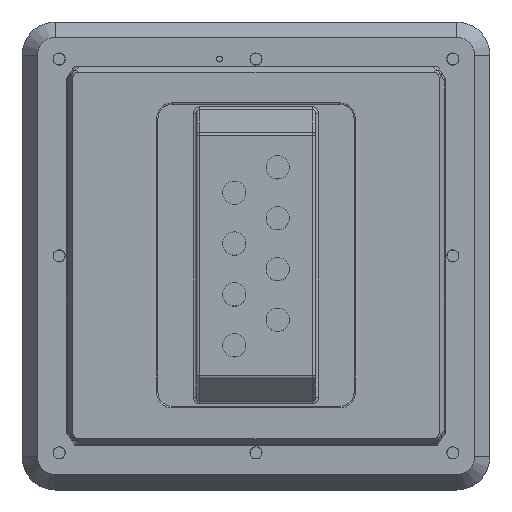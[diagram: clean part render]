
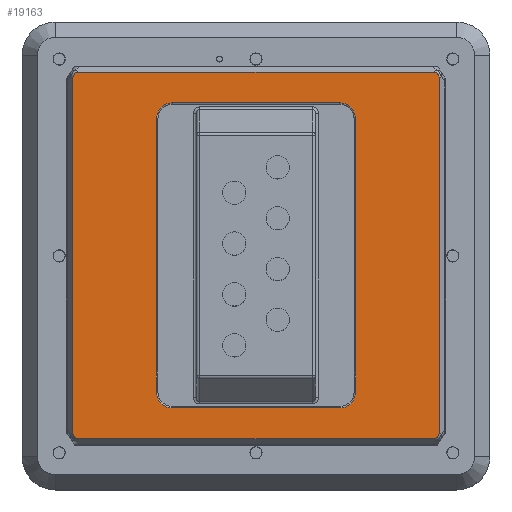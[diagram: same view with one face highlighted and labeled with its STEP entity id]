
A CAD part, top view. The second image highlights one B-rep face of the part: STEP entity #19163.
In plain terms, the highlighted planar face has unit normal (0, 0, 1).
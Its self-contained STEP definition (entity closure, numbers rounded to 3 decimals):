
#1375=FACE_BOUND('',#3811,.T.);
#2008=ELLIPSE('',#20706,6.673,5.);
#2011=ELLIPSE('',#20719,6.673,5.);
#2012=ELLIPSE('',#20726,6.673,5.);
#2014=ELLIPSE('',#20738,6.673,5.);
#2125=PLANE('',#20739);
#2655=FACE_OUTER_BOUND('',#3810,.T.);
#3810=EDGE_LOOP('',(#13788,#13789,#13790,#13791,#13792,#13793,#13794,#13795));
#3811=EDGE_LOOP('',(#13796,#13797,#13798,#13799,#13800,#13801,#13802,#13803));
#5081=LINE('',#28053,#6618);
#5085=LINE('',#28068,#6622);
#5095=LINE('',#28099,#6632);
#5098=LINE('',#28112,#6635);
#5103=LINE('',#28133,#6640);
#5104=LINE('',#28137,#6641);
#5105=LINE('',#28141,#6642);
#5106=LINE('',#28145,#6643);
#6618=VECTOR('',#22852,1.);
#6622=VECTOR('',#22872,1.);
#6632=VECTOR('',#22908,1.);
#6635=VECTOR('',#22925,1.);
#6640=VECTOR('',#22954,1.);
#6641=VECTOR('',#22957,1.);
#6642=VECTOR('',#22960,1.);
#6643=VECTOR('',#22963,1.);
#8097=CIRCLE('',#20740,11.);
#8098=CIRCLE('',#20741,11.);
#8099=CIRCLE('',#20742,11.);
#8100=CIRCLE('',#20743,11.);
#8965=VERTEX_POINT('',#28050);
#8966=VERTEX_POINT('',#28052);
#8967=VERTEX_POINT('',#28061);
#8969=VERTEX_POINT('',#28066);
#8975=VERTEX_POINT('',#28091);
#8977=VERTEX_POINT('',#28097);
#8978=VERTEX_POINT('',#28105);
#8980=VERTEX_POINT('',#28110);
#8983=VERTEX_POINT('',#28131);
#8984=VERTEX_POINT('',#28132);
#8985=VERTEX_POINT('',#28134);
#8986=VERTEX_POINT('',#28136);
#8987=VERTEX_POINT('',#28138);
#8988=VERTEX_POINT('',#28140);
#8989=VERTEX_POINT('',#28142);
#8990=VERTEX_POINT('',#28144);
#10757=EDGE_CURVE('',#8966,#8965,#5081,.T.);
#10763=EDGE_CURVE('',#8965,#8967,#2008,.T.);
#10765=EDGE_CURVE('',#8967,#8969,#5085,.T.);
#10778=EDGE_CURVE('',#8969,#8975,#2011,.T.);
#10781=EDGE_CURVE('',#8975,#8977,#5095,.T.);
#10785=EDGE_CURVE('',#8977,#8978,#2012,.T.);
#10787=EDGE_CURVE('',#8978,#8980,#5098,.T.);
#10796=EDGE_CURVE('',#8980,#8966,#2014,.T.);
#10797=EDGE_CURVE('',#8983,#8984,#5103,.T.);
#10798=EDGE_CURVE('',#8984,#8985,#8097,.T.);
#10799=EDGE_CURVE('',#8985,#8986,#5104,.T.);
#10800=EDGE_CURVE('',#8986,#8987,#8098,.T.);
#10801=EDGE_CURVE('',#8987,#8988,#5105,.T.);
#10802=EDGE_CURVE('',#8988,#8989,#8099,.T.);
#10803=EDGE_CURVE('',#8989,#8990,#5106,.T.);
#10804=EDGE_CURVE('',#8990,#8983,#8100,.T.);
#13788=ORIENTED_EDGE('',*,*,#10796,.T.);
#13789=ORIENTED_EDGE('',*,*,#10757,.T.);
#13790=ORIENTED_EDGE('',*,*,#10763,.T.);
#13791=ORIENTED_EDGE('',*,*,#10765,.T.);
#13792=ORIENTED_EDGE('',*,*,#10778,.T.);
#13793=ORIENTED_EDGE('',*,*,#10781,.T.);
#13794=ORIENTED_EDGE('',*,*,#10785,.T.);
#13795=ORIENTED_EDGE('',*,*,#10787,.T.);
#13796=ORIENTED_EDGE('',*,*,#10797,.T.);
#13797=ORIENTED_EDGE('',*,*,#10798,.T.);
#13798=ORIENTED_EDGE('',*,*,#10799,.T.);
#13799=ORIENTED_EDGE('',*,*,#10800,.T.);
#13800=ORIENTED_EDGE('',*,*,#10801,.T.);
#13801=ORIENTED_EDGE('',*,*,#10802,.T.);
#13802=ORIENTED_EDGE('',*,*,#10803,.T.);
#13803=ORIENTED_EDGE('',*,*,#10804,.T.);
#19163=ADVANCED_FACE('',(#2655,#1375),#2125,.F.);
#20706=AXIS2_PLACEMENT_3D('',#28063,#22867,#22868);
#20719=AXIS2_PLACEMENT_3D('',#28093,#22902,#22903);
#20726=AXIS2_PLACEMENT_3D('',#28107,#22920,#22921);
#20738=AXIS2_PLACEMENT_3D('',#28129,#22950,#22951);
#20739=AXIS2_PLACEMENT_3D('',#28130,#22952,#22953);
#20740=AXIS2_PLACEMENT_3D('',#28135,#22955,#22956);
#20741=AXIS2_PLACEMENT_3D('',#28139,#22958,#22959);
#20742=AXIS2_PLACEMENT_3D('',#28143,#22961,#22962);
#20743=AXIS2_PLACEMENT_3D('',#28146,#22964,#22965);
#22852=DIRECTION('',(1.,0.,0.));
#22867=DIRECTION('center_axis',(0.,0.,
1.));
#22868=DIRECTION('ref_axis',(-0.707,0.707,0.));
#22872=DIRECTION('',(0.,1.,0.));
#22902=DIRECTION('center_axis',(0.,0.,
1.));
#22903=DIRECTION('ref_axis',(0.707,0.707,0.));
#22908=DIRECTION('',(-1.,0.,0.));
#22920=DIRECTION('center_axis',(0.,0.,
1.));
#22921=DIRECTION('ref_axis',(0.707,-0.707,0.));
#22925=DIRECTION('',(0.,-1.,0.));
#22950=DIRECTION('center_axis',(0.,0.,
1.));
#22951=DIRECTION('ref_axis',(0.707,0.707,0.));
#22952=DIRECTION('center_axis',(0.,0.,
-1.));
#22953=DIRECTION('ref_axis',(-1.,0.,0.));
#22954=DIRECTION('',(-1.,0.,0.));
#22955=DIRECTION('center_axis',(0.,0.,
-1.));
#22956=DIRECTION('ref_axis',(-1.,0.,0.));
#22957=DIRECTION('',(0.,1.,0.));
#22958=DIRECTION('center_axis',(0.,0.,
-1.));
#22959=DIRECTION('ref_axis',(-1.,0.,0.));
#22960=DIRECTION('',(1.,0.,0.));
#22961=DIRECTION('center_axis',(0.,0.,
-1.));
#22962=DIRECTION('ref_axis',(-1.,0.,0.));
#22963=DIRECTION('',(0.,-1.,0.));
#22964=DIRECTION('center_axis',(0.,0.,
-1.));
#22965=DIRECTION('ref_axis',(-1.,0.,0.));
#28050=CARTESIAN_POINT('',(121.885,-126.125,254.7));
#28052=CARTESIAN_POINT('',(-121.885,-126.125,254.7));
#28053=CARTESIAN_POINT('',(147.954,-126.125,254.7));
#28061=CARTESIAN_POINT('',(126.125,-121.885,254.7));
#28063=CARTESIAN_POINT('Origin',(120.229,-120.229,254.7));
#28066=CARTESIAN_POINT('',(126.125,121.885,254.7));
#28068=CARTESIAN_POINT('',(126.125,163.171,254.7));
#28091=CARTESIAN_POINT('',(121.885,126.125,254.7));
#28093=CARTESIAN_POINT('Origin',(120.229,120.229,254.7));
#28097=CARTESIAN_POINT('',(-121.885,126.125,254.7));
#28099=CARTESIAN_POINT('',(-147.954,126.125,254.7));
#28105=CARTESIAN_POINT('',(-126.125,121.885,254.7));
#28107=CARTESIAN_POINT('Origin',(-120.229,120.229,254.7));
#28110=CARTESIAN_POINT('',(-126.125,-121.885,254.7));
#28112=CARTESIAN_POINT('',(-126.125,-163.071,254.7));
#28129=CARTESIAN_POINT('Origin',(-120.229,-120.229,254.7));
#28130=CARTESIAN_POINT('Origin',(334.464,-137.7,254.7));
#28131=CARTESIAN_POINT('',(57.5,-105.,254.7));
#28132=CARTESIAN_POINT('',(-57.5,-105.,254.7));
#28133=CARTESIAN_POINT('',(-57.5,-105.,254.7));
#28134=CARTESIAN_POINT('',(-68.5,-94.,254.7));
#28135=CARTESIAN_POINT('Origin',(-57.5,-94.,254.7));
#28136=CARTESIAN_POINT('',(-68.5,94.,254.7));
#28137=CARTESIAN_POINT('',(-68.5,94.,254.7));
#28138=CARTESIAN_POINT('',(-57.5,105.,254.7));
#28139=CARTESIAN_POINT('Origin',(-57.5,94.,254.7));
#28140=CARTESIAN_POINT('',(57.5,105.,254.7));
#28141=CARTESIAN_POINT('',(57.5,105.,254.7));
#28142=CARTESIAN_POINT('',(68.5,94.,254.7));
#28143=CARTESIAN_POINT('Origin',(57.5,94.,254.7));
#28144=CARTESIAN_POINT('',(68.5,-94.,254.7));
#28145=CARTESIAN_POINT('',(68.5,-94.,254.7));
#28146=CARTESIAN_POINT('Origin',(57.5,-94.,254.7));
